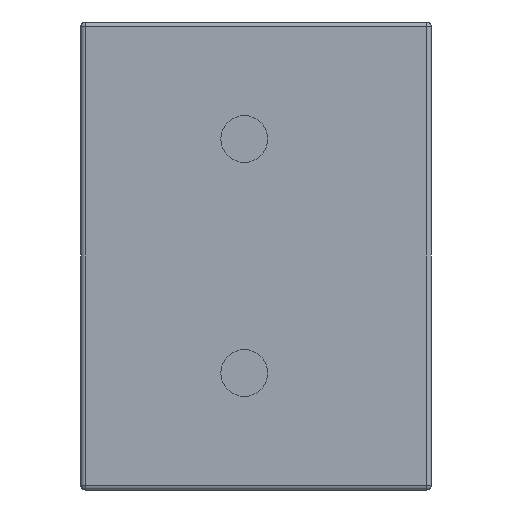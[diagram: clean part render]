
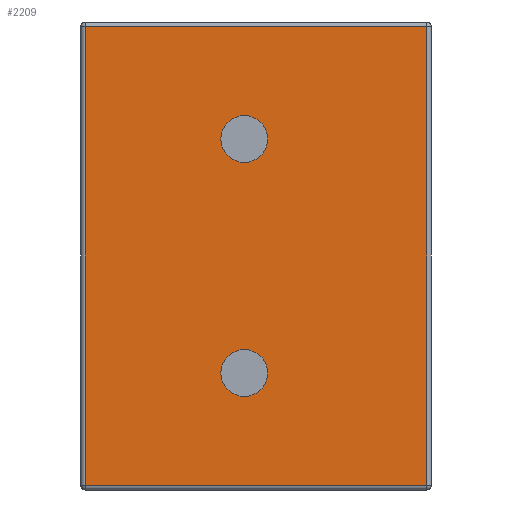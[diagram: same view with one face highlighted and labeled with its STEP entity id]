
A CAD part, front view. The second image highlights one B-rep face of the part: STEP entity #2209.
In plain terms, the highlighted planar face has unit normal (0, -1, 0).
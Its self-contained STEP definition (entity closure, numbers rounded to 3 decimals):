
#608 = CARTESIAN_POINT ( 'NONE',  ( 0.1, 0., 9.9 ) ) ;
#742 = CARTESIAN_POINT ( 'NONE',  ( 7.4, 0., 9.9 ) ) ;
#798 = DIRECTION ( 'NONE',  ( -1., 0., 0. ) ) ;
#799 = VECTOR ( 'NONE', #798, 1000. ) ;
#800 = CARTESIAN_POINT ( 'NONE',  ( 7.5, 0., 9.9 ) ) ;
#801 = LINE ( 'NONE', #800, #799 ) ;
#827 = DIRECTION ( 'NONE',  ( 1., 0., 0. ) ) ;
#828 = DIRECTION ( 'NONE',  ( 0., 1., 0. ) ) ;
#829 = CARTESIAN_POINT ( 'NONE',  ( 3.5, 0., 2.5 ) ) ;
#830 = AXIS2_PLACEMENT_3D ( 'NONE', #829, #828, #827 ) ;
#831 = CIRCLE ( 'NONE', #830, 0.5 ) ;
#863 = CARTESIAN_POINT ( 'NONE',  ( 0.1, 0., 0.1 ) ) ;
#913 = CARTESIAN_POINT ( 'NONE',  ( 7.4, 0., 0.1 ) ) ;
#927 = DIRECTION ( 'NONE',  ( 0., 0., -1. ) ) ;
#928 = DIRECTION ( 'NONE',  ( 0., -1., 0. ) ) ;
#929 = CARTESIAN_POINT ( 'NONE',  ( 7.5, 0., 0. ) ) ;
#930 = AXIS2_PLACEMENT_3D ( 'NONE', #929, #928, #927 ) ;
#931 = PLANE ( 'NONE',  #930 ) ;
#932 = FACE_OUTER_BOUND ( 'NONE', #2184, .T. ) ;
#933 = FACE_BOUND ( 'NONE', #2259, .T. ) ;
#934 = FACE_BOUND ( 'NONE', #2210, .T. ) ;
#935 = DIRECTION ( 'NONE',  ( 1., 0., 0. ) ) ;
#936 = DIRECTION ( 'NONE',  ( 0., 1., 0. ) ) ;
#937 = CARTESIAN_POINT ( 'NONE',  ( 3.5, 0., 7.5 ) ) ;
#938 = AXIS2_PLACEMENT_3D ( 'NONE', #937, #936, #935 ) ;
#939 = CIRCLE ( 'NONE', #938, 0.5 ) ;
#944 = DIRECTION ( 'NONE',  ( 0., 0., 1. ) ) ;
#945 = VECTOR ( 'NONE', #944, 1000. ) ;
#946 = CARTESIAN_POINT ( 'NONE',  ( 7.4, 0., 0. ) ) ;
#947 = LINE ( 'NONE', #946, #945 ) ;
#954 = DIRECTION ( 'NONE',  ( 1., 0., 0. ) ) ;
#955 = VECTOR ( 'NONE', #954, 1000. ) ;
#956 = CARTESIAN_POINT ( 'NONE',  ( 7.5, 0., 0.1 ) ) ;
#957 = LINE ( 'NONE', #956, #955 ) ;
#975 = DIRECTION ( 'NONE',  ( 0., 0., -1. ) ) ;
#976 = VECTOR ( 'NONE', #975, 1000. ) ;
#977 = CARTESIAN_POINT ( 'NONE',  ( 0.1, 0., 0. ) ) ;
#978 = LINE ( 'NONE', #977, #976 ) ;
#1360 = EDGE_CURVE ( 'NONE', #1361, #1362, #3213, .T. ) ;
#1361 = VERTEX_POINT ( 'NONE', #3129 ) ;
#1362 = VERTEX_POINT ( 'NONE', #3128 ) ;
#1390 = EDGE_CURVE ( 'NONE', #1391, #1392, #3247, .T. ) ;
#1391 = VERTEX_POINT ( 'NONE', #3168 ) ;
#1392 = VERTEX_POINT ( 'NONE', #3167 ) ;
#2155 = VERTEX_POINT ( 'NONE', #608 ) ;
#2163 = VERTEX_POINT ( 'NONE', #742 ) ;
#2184 = EDGE_LOOP ( 'NONE', ( #2185, #2186, #2187, #2188 ) ) ;
#2185 = ORIENTED_EDGE ( 'NONE', *, *, #2361, .T. ) ;
#2186 = ORIENTED_EDGE ( 'NONE', *, *, #2194, .T. ) ;
#2187 = ORIENTED_EDGE ( 'NONE', *, *, #2265, .T. ) ;
#2188 = ORIENTED_EDGE ( 'NONE', *, *, #2352, .T. ) ;
#2194 = EDGE_CURVE ( 'NONE', #2163, #2155, #801, .T. ) ;
#2199 = EDGE_CURVE ( 'NONE', #1392, #1391, #831, .T. ) ;
#2206 = EDGE_CURVE ( 'NONE', #1362, #1361, #939, .T. ) ;
#2209 = ADVANCED_FACE ( 'NONE', ( #934, #933, #932 ), #931, .T. ) ;
#2210 = EDGE_LOOP ( 'NONE', ( #2211, #2258 ) ) ;
#2211 = ORIENTED_EDGE ( 'NONE', *, *, #2206, .T. ) ;
#2258 = ORIENTED_EDGE ( 'NONE', *, *, #1360, .T. ) ;
#2259 = EDGE_LOOP ( 'NONE', ( #2364, #2365 ) ) ;
#2265 = EDGE_CURVE ( 'NONE', #2155, #2273, #978, .T. ) ;
#2273 = VERTEX_POINT ( 'NONE', #863 ) ;
#2302 = VERTEX_POINT ( 'NONE', #913 ) ;
#2352 = EDGE_CURVE ( 'NONE', #2273, #2302, #957, .T. ) ;
#2361 = EDGE_CURVE ( 'NONE', #2302, #2163, #947, .T. ) ;
#2364 = ORIENTED_EDGE ( 'NONE', *, *, #2199, .T. ) ;
#2365 = ORIENTED_EDGE ( 'NONE', *, *, #1390, .T. ) ;
#3128 = CARTESIAN_POINT ( 'NONE',  ( 4., 0., 7.5 ) ) ;
#3129 = CARTESIAN_POINT ( 'NONE',  ( 3., 0., 7.5 ) ) ;
#3130 = DIRECTION ( 'NONE',  ( 1., 0., 0. ) ) ;
#3131 = DIRECTION ( 'NONE',  ( 0., 1., 0. ) ) ;
#3132 = CARTESIAN_POINT ( 'NONE',  ( 3.5, 0., 7.5 ) ) ;
#3133 = AXIS2_PLACEMENT_3D ( 'NONE', #3132, #3131, #3130 ) ;
#3167 = CARTESIAN_POINT ( 'NONE',  ( 4., 0., 2.5 ) ) ;
#3168 = CARTESIAN_POINT ( 'NONE',  ( 3., 0., 2.5 ) ) ;
#3169 = DIRECTION ( 'NONE',  ( 1., 0., 0. ) ) ;
#3213 = CIRCLE ( 'NONE', #3133, 0.5 ) ;
#3240 = DIRECTION ( 'NONE',  ( 0., 1., 0. ) ) ;
#3241 = CARTESIAN_POINT ( 'NONE',  ( 3.5, 0., 2.5 ) ) ;
#3242 = AXIS2_PLACEMENT_3D ( 'NONE', #3241, #3240, #3169 ) ;
#3247 = CIRCLE ( 'NONE', #3242, 0.5 ) ;
